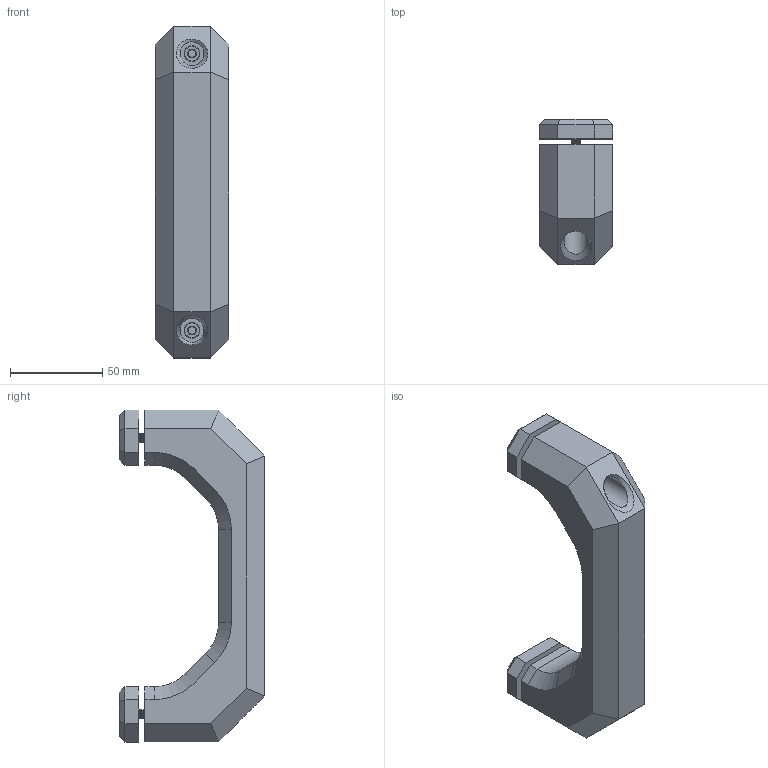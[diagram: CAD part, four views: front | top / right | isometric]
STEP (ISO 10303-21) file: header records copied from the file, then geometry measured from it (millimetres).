
FILE_DESCRIPTION(/* description */ (''),/* implementation_level */ '2;1');
FILE_NAME(/* name */ 'Handels v2.step',/* time_stamp */ '2021-09-10T23:20:44+02:00',/* author */ (''),/* organization */ (''),/* preprocessor_version */ 'ST-DEVELOPER v18.1',/* originating_system */ 'Autodesk Translation Framework v10.10.0.1391',/* authorisation */ '');
FILE_SCHEMA (('AUTOMOTIVE_DESIGN { 1 0 10303 214 3 1 1 }'));
Length unit declared in the file: millimetre
Products named in the file (2): Handels; M5x12
Assembly tree (2 placements, depth 2):
  Handels
    M5x12  x2
Bounding box: 40 x 78.7 x 180 mm (x, y, z)
Volume: 249936.5 mm3; surface area: 40922.9 mm2
Topology: 5 solids, 5 shells, 200 faces, 478 edges, 296 vertices
Faces by surface type: plane 94, cylinder 72, cone 28, bspline 6
Full cylindrical faces by diameter (mm): 3.961 x26, 5 x30, 7 x2, 8.5 x2, 13 x2
Entity records: 7165 total; most frequent: CARTESIAN_POINT 3875, ORIENTED_EDGE 690, DIRECTION 605, EDGE_CURVE 345, LINE 225, VECTOR 225, VERTEX_POINT 212, AXIS2_PLACEMENT_3D 190
